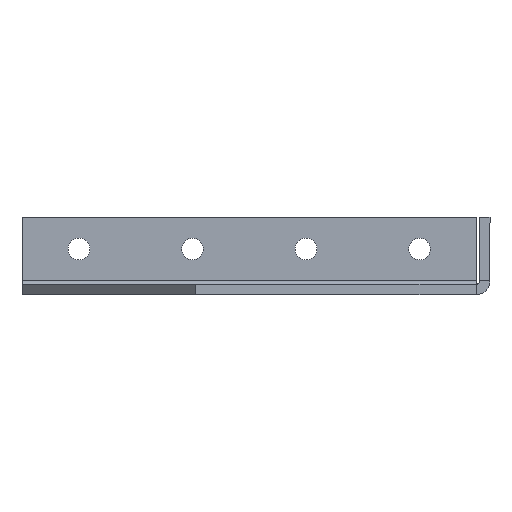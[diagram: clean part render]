
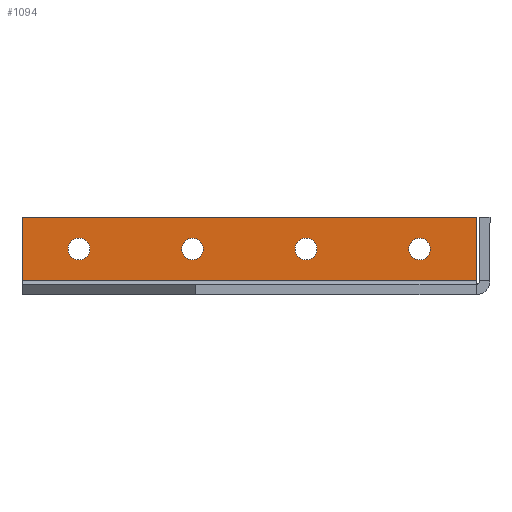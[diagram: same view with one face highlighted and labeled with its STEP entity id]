
A CAD part, left-side view. The second image highlights one B-rep face of the part: STEP entity #1094.
In plain terms, the highlighted planar face has unit normal (-1, 0, 0).
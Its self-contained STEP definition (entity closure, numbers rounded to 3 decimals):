
#6 = DIRECTION ( 'NONE',  ( 0., 0., 1. ) ) ;
#9 = CARTESIAN_POINT ( 'NONE',  ( 80.366, -52.12, 15. ) ) ;
#15 = EDGE_LOOP ( 'NONE', ( #1807, #115 ) ) ;
#24 = CARTESIAN_POINT ( 'NONE',  ( 80.366, -10.967, 5.468 ) ) ;
#31 = DIRECTION ( 'NONE',  ( 0., -1., 0. ) ) ;
#36 = CARTESIAN_POINT ( 'NONE',  ( 80.366, -10.967, 7.906 ) ) ;
#49 = VERTEX_POINT ( 'NONE', #24 ) ;
#63 = FACE_BOUND ( 'NONE', #264, .T. ) ;
#66 = EDGE_LOOP ( 'NONE', ( #428, #855 ) ) ;
#110 = ORIENTED_EDGE ( 'NONE', *, *, #457, .F. ) ;
#115 = ORIENTED_EDGE ( 'NONE', *, *, #2015, .T. ) ;
#165 = ORIENTED_EDGE ( 'NONE', *, *, #1353, .T. ) ;
#167 = CARTESIAN_POINT ( 'NONE',  ( 80.366, 14.433, 7.906 ) ) ;
#170 = AXIS2_PLACEMENT_3D ( 'NONE', #1927, #324, #357 ) ;
#179 = ORIENTED_EDGE ( 'NONE', *, *, #571, .T. ) ;
#211 = VERTEX_POINT ( 'NONE', #842 ) ;
#253 = LINE ( 'NONE', #830, #792 ) ;
#261 = EDGE_CURVE ( 'NONE', #443, #1609, #552, .T. ) ;
#264 = EDGE_LOOP ( 'NONE', ( #179, #1626 ) ) ;
#324 = DIRECTION ( 'NONE',  ( 1., 0., 0. ) ) ;
#326 = PLANE ( 'NONE',  #660 ) ;
#333 = EDGE_CURVE ( 'NONE', #1609, #443, #1492, .T. ) ;
#348 = DIRECTION ( 'NONE',  ( 0., 0., 1. ) ) ;
#357 = DIRECTION ( 'NONE',  ( 0., 0., 1. ) ) ;
#368 = CARTESIAN_POINT ( 'NONE',  ( 80.366, 0., 0. ) ) ;
#376 = EDGE_LOOP ( 'NONE', ( #165, #676 ) ) ;
#379 = AXIS2_PLACEMENT_3D ( 'NONE', #1103, #1563, #1501 ) ;
#417 = CIRCLE ( 'NONE', #662, 2.438 ) ;
#428 = ORIENTED_EDGE ( 'NONE', *, *, #261, .T. ) ;
#443 = VERTEX_POINT ( 'NONE', #1054 ) ;
#451 = VECTOR ( 'NONE', #31, 1000. ) ;
#457 = EDGE_CURVE ( 'NONE', #1912, #2019, #921, .T. ) ;
#500 = VERTEX_POINT ( 'NONE', #949 ) ;
#548 = CARTESIAN_POINT ( 'NONE',  ( 80.366, -10.967, 10.345 ) ) ;
#552 = CIRCLE ( 'NONE', #1556, 2.438 ) ;
#571 = EDGE_CURVE ( 'NONE', #1911, #211, #782, .T. ) ;
#576 = ORIENTED_EDGE ( 'NONE', *, *, #895, .F. ) ;
#601 = DIRECTION ( 'NONE',  ( 0., 0., 1. ) ) ;
#652 = EDGE_LOOP ( 'NONE', ( #1719, #1108, #576, #110 ) ) ;
#660 = AXIS2_PLACEMENT_3D ( 'NONE', #368, #1576, #348 ) ;
#662 = AXIS2_PLACEMENT_3D ( 'NONE', #36, #665, #1913 ) ;
#665 = DIRECTION ( 'NONE',  ( 1., 0., 0. ) ) ;
#670 = CARTESIAN_POINT ( 'NONE',  ( 80.366, -36.367, 7.906 ) ) ;
#676 = ORIENTED_EDGE ( 'NONE', *, *, #1307, .T. ) ;
#691 = CARTESIAN_POINT ( 'NONE',  ( 80.366, -36.367, 10.345 ) ) ;
#693 = EDGE_CURVE ( 'NONE', #959, #1912, #967, .T. ) ;
#701 = CARTESIAN_POINT ( 'NONE',  ( 80.366, 14.433, 7.906 ) ) ;
#704 = VERTEX_POINT ( 'NONE', #1130 ) ;
#737 = CARTESIAN_POINT ( 'NONE',  ( 80.366, 39.833, 7.906 ) ) ;
#764 = DIRECTION ( 'NONE',  ( 0., 0., 1. ) ) ;
#765 = CARTESIAN_POINT ( 'NONE',  ( 80.366, 52.579, 0.813 ) ) ;
#782 = CIRCLE ( 'NONE', #379, 2.438 ) ;
#787 = DIRECTION ( 'NONE',  ( 1., 0., 0. ) ) ;
#792 = VECTOR ( 'NONE', #1448, 1000. ) ;
#830 = CARTESIAN_POINT ( 'NONE',  ( 80.366, -49.113, 0. ) ) ;
#837 = FACE_OUTER_BOUND ( 'NONE', #652, .T. ) ;
#842 = CARTESIAN_POINT ( 'NONE',  ( 80.366, 39.833, 10.345 ) ) ;
#852 = DIRECTION ( 'NONE',  ( 1., 0., 0. ) ) ;
#855 = ORIENTED_EDGE ( 'NONE', *, *, #333, .T. ) ;
#895 = EDGE_CURVE ( 'NONE', #2019, #500, #1581, .T. ) ;
#921 = LINE ( 'NONE', #1525, #1895 ) ;
#949 = CARTESIAN_POINT ( 'NONE',  ( 80.366, -49.113, 15. ) ) ;
#959 = VERTEX_POINT ( 'NONE', #1293 ) ;
#967 = LINE ( 'NONE', #1287, #1024 ) ;
#1000 = FACE_BOUND ( 'NONE', #15, .T. ) ;
#1024 = VECTOR ( 'NONE', #1926, 1000. ) ;
#1054 = CARTESIAN_POINT ( 'NONE',  ( 80.366, -36.367, 5.468 ) ) ;
#1094 = ADVANCED_FACE ( 'NONE', ( #1600, #1288, #1000, #63, #837 ), #326, .T. ) ;
#1103 = CARTESIAN_POINT ( 'NONE',  ( 80.366, 39.833, 7.906 ) ) ;
#1108 = ORIENTED_EDGE ( 'NONE', *, *, #1924, .T. ) ;
#1125 = AXIS2_PLACEMENT_3D ( 'NONE', #167, #787, #601 ) ;
#1130 = CARTESIAN_POINT ( 'NONE',  ( 80.366, 14.433, 5.468 ) ) ;
#1199 = DIRECTION ( 'NONE',  ( 1., 0., 0. ) ) ;
#1223 = VERTEX_POINT ( 'NONE', #548 ) ;
#1246 = VERTEX_POINT ( 'NONE', #1357 ) ;
#1287 = CARTESIAN_POINT ( 'NONE',  ( 80.366, -52.12, 0.813 ) ) ;
#1288 = FACE_BOUND ( 'NONE', #376, .T. ) ;
#1293 = CARTESIAN_POINT ( 'NONE',  ( 80.366, -49.113, 0.813 ) ) ;
#1307 = EDGE_CURVE ( 'NONE', #1223, #49, #1531, .T. ) ;
#1353 = EDGE_CURVE ( 'NONE', #49, #1223, #417, .T. ) ;
#1357 = CARTESIAN_POINT ( 'NONE',  ( 80.366, 14.433, 10.345 ) ) ;
#1401 = CIRCLE ( 'NONE', #1125, 2.438 ) ;
#1448 = DIRECTION ( 'NONE',  ( 0., 0., 1. ) ) ;
#1460 = AXIS2_PLACEMENT_3D ( 'NONE', #670, #852, #1779 ) ;
#1492 = CIRCLE ( 'NONE', #1460, 2.438 ) ;
#1501 = DIRECTION ( 'NONE',  ( 0., 0., 1. ) ) ;
#1525 = CARTESIAN_POINT ( 'NONE',  ( 80.366, 52.579, 15. ) ) ;
#1531 = CIRCLE ( 'NONE', #170, 2.438 ) ;
#1556 = AXIS2_PLACEMENT_3D ( 'NONE', #1821, #1833, #1980 ) ;
#1563 = DIRECTION ( 'NONE',  ( 1., 0., 0. ) ) ;
#1564 = CIRCLE ( 'NONE', #1947, 2.438 ) ;
#1576 = DIRECTION ( 'NONE',  ( -1., 0., 0. ) ) ;
#1581 = LINE ( 'NONE', #9, #451 ) ;
#1600 = FACE_BOUND ( 'NONE', #66, .T. ) ;
#1609 = VERTEX_POINT ( 'NONE', #691 ) ;
#1626 = ORIENTED_EDGE ( 'NONE', *, *, #1648, .T. ) ;
#1648 = EDGE_CURVE ( 'NONE', #211, #1911, #1564, .T. ) ;
#1676 = DIRECTION ( 'NONE',  ( 1., 0., 0. ) ) ;
#1705 = CARTESIAN_POINT ( 'NONE',  ( 80.366, 52.579, 15. ) ) ;
#1719 = ORIENTED_EDGE ( 'NONE', *, *, #693, .F. ) ;
#1779 = DIRECTION ( 'NONE',  ( 0., 0., 1. ) ) ;
#1807 = ORIENTED_EDGE ( 'NONE', *, *, #1955, .T. ) ;
#1821 = CARTESIAN_POINT ( 'NONE',  ( 80.366, -36.367, 7.906 ) ) ;
#1833 = DIRECTION ( 'NONE',  ( 1., 0., 0. ) ) ;
#1841 = AXIS2_PLACEMENT_3D ( 'NONE', #701, #1676, #6 ) ;
#1853 = CARTESIAN_POINT ( 'NONE',  ( 80.366, 39.833, 5.468 ) ) ;
#1876 = CIRCLE ( 'NONE', #1841, 2.438 ) ;
#1895 = VECTOR ( 'NONE', #764, 1000. ) ;
#1911 = VERTEX_POINT ( 'NONE', #1853 ) ;
#1912 = VERTEX_POINT ( 'NONE', #765 ) ;
#1913 = DIRECTION ( 'NONE',  ( 0., 0., 1. ) ) ;
#1924 = EDGE_CURVE ( 'NONE', #959, #500, #253, .T. ) ;
#1926 = DIRECTION ( 'NONE',  ( 0., 1., 0. ) ) ;
#1927 = CARTESIAN_POINT ( 'NONE',  ( 80.366, -10.967, 7.906 ) ) ;
#1947 = AXIS2_PLACEMENT_3D ( 'NONE', #737, #1199, #2023 ) ;
#1955 = EDGE_CURVE ( 'NONE', #704, #1246, #1876, .T. ) ;
#1980 = DIRECTION ( 'NONE',  ( 0., 0., 1. ) ) ;
#2015 = EDGE_CURVE ( 'NONE', #1246, #704, #1401, .T. ) ;
#2019 = VERTEX_POINT ( 'NONE', #1705 ) ;
#2023 = DIRECTION ( 'NONE',  ( 0., 0., 1. ) ) ;
